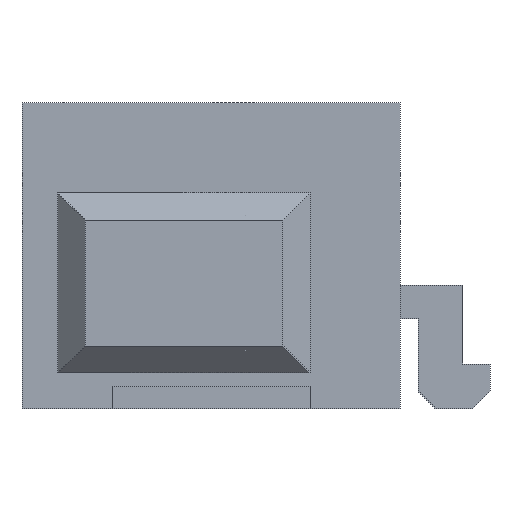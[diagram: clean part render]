
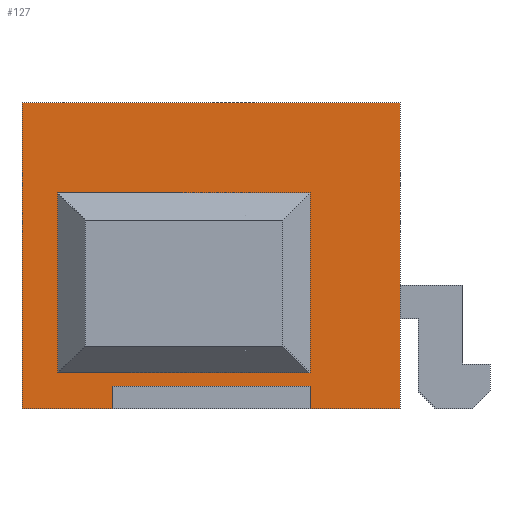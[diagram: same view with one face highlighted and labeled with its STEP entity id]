
A CAD part, front view. The second image highlights one B-rep face of the part: STEP entity #127.
In plain terms, the highlighted planar face has unit normal (0, -1, 0).
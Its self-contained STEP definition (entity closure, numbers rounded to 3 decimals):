
#13=DIRECTION('',(0.,0.,1.));
#14=DIRECTION('',(1.,0.,0.));
#53=VERTEX_POINT('',#54);
#54=CARTESIAN_POINT('',(-1.7,-5.25,2.4));
#58=DIRECTION('',(0.,1.,0.));
#64=VECTOR('',#14,1.);
#67=VERTEX_POINT('',#68);
#68=CARTESIAN_POINT('',(1.1,-5.25,2.4));
#71=ORIENTED_EDGE('',*,*,#72,.F.);
#72=EDGE_CURVE('',#53,#67,#73,.T.);
#73=LINE('',#74,#64);
#74=CARTESIAN_POINT('',(-1.9,-5.25,2.4));
#85=VECTOR('',#13,1.);
#88=VERTEX_POINT('',#89);
#89=CARTESIAN_POINT('',(-1.7,-5.25,0.4));
#93=EDGE_CURVE('',#53,#88,#94,.T.);
#94=LINE('',#95,#96);
#95=CARTESIAN_POINT('',(-1.7,-5.25,0.2));
#96=VECTOR('',#97,1.);
#97=DIRECTION('',(0.,0.,-1.));
#127=ADVANCED_FACE('',(#128,#150),#163,.F.);
#128=FACE_BOUND('',#129,.F.);
#129=EDGE_LOOP('',(#130,#137,#142,#147));
#130=ORIENTED_EDGE('',*,*,#131,.F.);
#131=EDGE_CURVE('',#132,#134,#136,.T.);
#132=VERTEX_POINT('',#133);
#133=CARTESIAN_POINT('',(-2.1,-5.25,0.));
#134=VERTEX_POINT('',#135);
#135=CARTESIAN_POINT('',(2.1,-5.25,0.));
#136=LINE('',#133,#64);
#137=ORIENTED_EDGE('',*,*,#138,.T.);
#138=EDGE_CURVE('',#132,#139,#141,.T.);
#139=VERTEX_POINT('',#140);
#140=CARTESIAN_POINT('',(-2.1,-5.25,3.4));
#141=LINE('',#133,#85);
#142=ORIENTED_EDGE('',*,*,#143,.T.);
#143=EDGE_CURVE('',#139,#144,#146,.T.);
#144=VERTEX_POINT('',#145);
#145=CARTESIAN_POINT('',(2.1,-5.25,3.4));
#146=LINE('',#140,#64);
#147=ORIENTED_EDGE('',*,*,#148,.F.);
#148=EDGE_CURVE('',#134,#144,#149,.T.);
#149=LINE('',#135,#85);
#150=FACE_BOUND('',#151,.F.);
#151=EDGE_LOOP('',(#71,#152,#153,#159));
#152=ORIENTED_EDGE('',*,*,#93,.T.);
#153=ORIENTED_EDGE('',*,*,#154,.T.);
#154=EDGE_CURVE('',#88,#155,#157,.T.);
#155=VERTEX_POINT('',#156);
#156=CARTESIAN_POINT('',(1.1,-5.25,0.4));
#157=LINE('',#158,#64);
#158=CARTESIAN_POINT('',(-1.9,-5.25,0.4));
#159=ORIENTED_EDGE('',*,*,#160,.F.);
#160=EDGE_CURVE('',#67,#155,#161,.T.);
#161=LINE('',#162,#96);
#162=CARTESIAN_POINT('',(1.1,-5.25,0.2));
#163=PLANE('',#164);
#164=AXIS2_PLACEMENT_3D('',#133,#58,#13);
